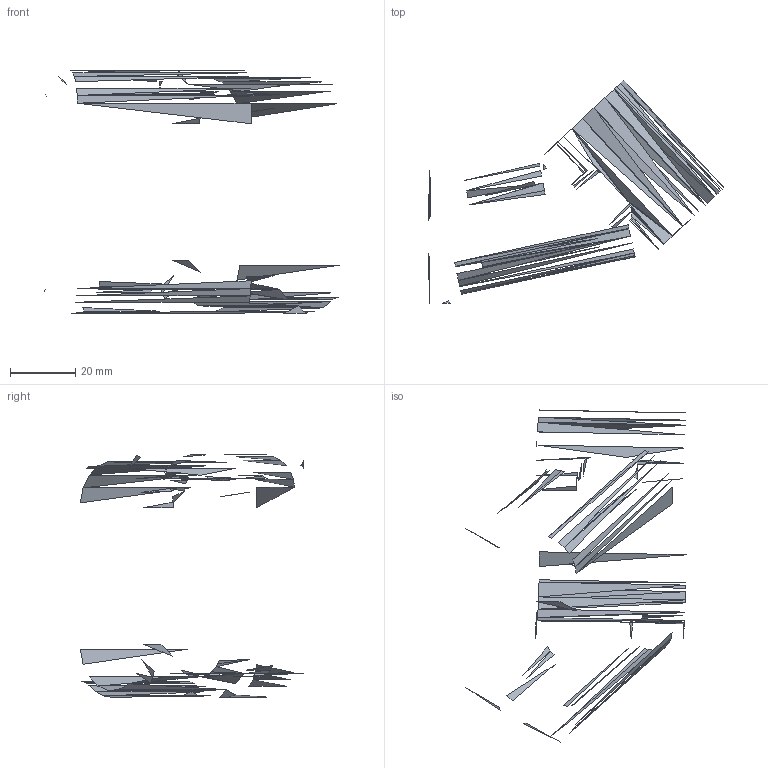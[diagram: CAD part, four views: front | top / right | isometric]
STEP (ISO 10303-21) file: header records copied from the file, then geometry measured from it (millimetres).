
FILE_DESCRIPTION(('STEP AP214'),'1');
FILE_NAME('dhmcns7n4m9w.stp','2020-12-19T10:33:34',(' '),(' '),'Spatial InterOp 3D',' ',' ');
FILE_SCHEMA(('automotive_design'));
Length unit declared in the file: metre
Products named in the file (1): Root
Bounding box: 90.97 x 68.69 x 74.58 mm (x, y, z)
Surface area: 0 mm2 (no closed solid volume)
Topology: 0 solids, 3512 shells, 3512 faces, 4627 edges, 4627 vertices
Faces by surface type: plane 3512
Entity records: 126456 total; most frequent: DIRECTION 17562, CARTESIAN_POINT 10537, VERTEX_POINT 10536, ORIENTED_EDGE 10536, EDGE_CURVE 10536, LINE 10536, VECTOR 10536, AXIS2_PLACEMENT_3D 3513
